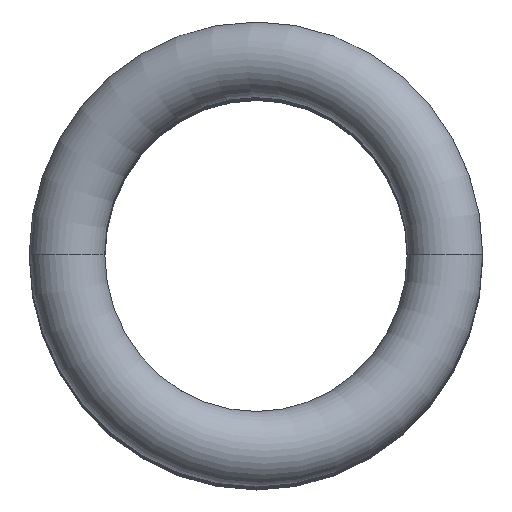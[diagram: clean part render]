
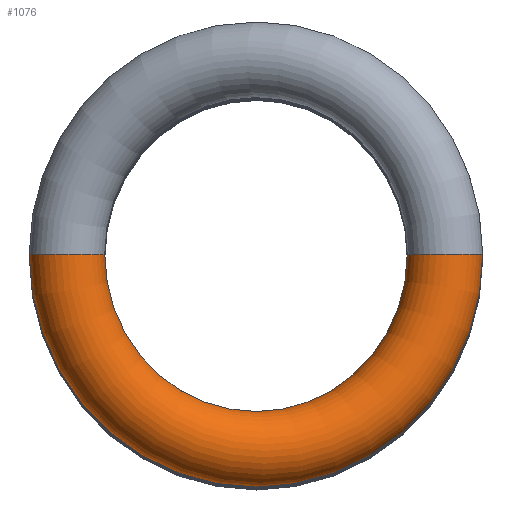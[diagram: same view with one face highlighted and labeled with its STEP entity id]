
A CAD part, top view. The second image highlights one B-rep face of the part: STEP entity #1076.
In plain terms, the highlighted toroidal (fillet/blend) face has major radius 5.154 mm and minor radius 1 mm.
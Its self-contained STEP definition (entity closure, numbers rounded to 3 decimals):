
#1010 = TOROIDAL_SURFACE('',#1011,5.154,1.);
#1011 = AXIS2_PLACEMENT_3D('',#1012,#1013,#1014);
#1012 = CARTESIAN_POINT('',(5.,0.,46.25));
#1013 = DIRECTION('',(0.243,0.,-0.97
    ));
#1014 = DIRECTION('',(-0.97,0.,-0.243));
#1027 = VERTEX_POINT('',#1028);
#1028 = CARTESIAN_POINT('',(10.993,0.,
    47.385));
#1049 = EDGE_CURVE('',#1027,#1027,#1050,.T.);
#1050 = SURFACE_CURVE('',#1051,(#1056,#1063),.PCURVE_S1.);
#1051 = CIRCLE('',#1052,1.);
#1052 = AXIS2_PLACEMENT_3D('',#1053,#1054,#1055);
#1053 = CARTESIAN_POINT('',(10.,0.,47.5));
#1054 = DIRECTION('',(0.,1.,0.));
#1055 = DIRECTION('',(0.97,0.,0.243)
  );
#1056 = PCURVE('',#1010,#1057);
#1057 = DEFINITIONAL_REPRESENTATION('',(#1058),#1062);
#1058 = LINE('',#1059,#1060);
#1059 = CARTESIAN_POINT('',(3.142,0.));
#1060 = VECTOR('',#1061,1.);
#1061 = DIRECTION('',(0.,1.));
#1062 = ( GEOMETRIC_REPRESENTATION_CONTEXT(2) 
PARAMETRIC_REPRESENTATION_CONTEXT() REPRESENTATION_CONTEXT('2D SPACE',''
  ) );
#1063 = PCURVE('',#1064,#1069);
#1064 = TOROIDAL_SURFACE('',#1065,5.154,1.);
#1065 = AXIS2_PLACEMENT_3D('',#1066,#1067,#1068);
#1066 = CARTESIAN_POINT('',(5.,0.,48.75));
#1067 = DIRECTION('',(-0.243,0.,-0.97
    ));
#1068 = DIRECTION('',(0.97,0.,-0.243));
#1069 = DEFINITIONAL_REPRESENTATION('',(#1070),#1073);
#1070 = B_SPLINE_CURVE_WITH_KNOTS('',1,(#1071,#1072),.UNSPECIFIED.,.F.,
  .F.,(2,2),(0.361,6.644),.PIECEWISE_BEZIER_KNOTS.);
#1071 = CARTESIAN_POINT('',(0.,6.154));
#1072 = CARTESIAN_POINT('',(0.,12.437));
#1073 = ( GEOMETRIC_REPRESENTATION_CONTEXT(2) 
PARAMETRIC_REPRESENTATION_CONTEXT() REPRESENTATION_CONTEXT('2D SPACE',''
  ) );
#1076 = ADVANCED_FACE('',(#1077),#1064,.T.);
#1077 = FACE_BOUND('',#1078,.T.);
#1078 = EDGE_LOOP('',(#1079,#1102,#1129,#1130));
#1079 = ORIENTED_EDGE('',*,*,#1080,.T.);
#1080 = EDGE_CURVE('',#1027,#1081,#1083,.T.);
#1081 = VERTEX_POINT('',#1082);
#1082 = CARTESIAN_POINT('',(-0.931,0.,
    50.366));
#1083 = SEAM_CURVE('',#1084,(#1089,#1096),.PCURVE_S1.);
#1084 = CIRCLE('',#1085,6.146);
#1085 = AXIS2_PLACEMENT_3D('',#1086,#1087,#1088);
#1086 = CARTESIAN_POINT('',(5.031,0.,
    48.875));
#1087 = DIRECTION('',(-0.243,0.,-0.97
    ));
#1088 = DIRECTION('',(0.97,0.,-0.243));
#1089 = PCURVE('',#1064,#1090);
#1090 = DEFINITIONAL_REPRESENTATION('',(#1091),#1095);
#1091 = LINE('',#1092,#1093);
#1092 = CARTESIAN_POINT('',(0.,6.154));
#1093 = VECTOR('',#1094,1.);
#1094 = DIRECTION('',(1.,0.));
#1095 = ( GEOMETRIC_REPRESENTATION_CONTEXT(2) 
PARAMETRIC_REPRESENTATION_CONTEXT() REPRESENTATION_CONTEXT('2D SPACE',''
  ) );
#1096 = PCURVE('',#1064,#1097);
#1097 = DEFINITIONAL_REPRESENTATION('',(#1098),#1101);
#1098 = B_SPLINE_CURVE_WITH_KNOTS('',1,(#1099,#1100),.UNSPECIFIED.,.F.,
  .F.,(2,2),(0.,3.142),.PIECEWISE_BEZIER_KNOTS.);
#1099 = CARTESIAN_POINT('',(0.,12.437));
#1100 = CARTESIAN_POINT('',(3.142,12.437));
#1101 = ( GEOMETRIC_REPRESENTATION_CONTEXT(2) 
PARAMETRIC_REPRESENTATION_CONTEXT() REPRESENTATION_CONTEXT('2D SPACE',''
  ) );
#1102 = ORIENTED_EDGE('',*,*,#1103,.T.);
#1103 = EDGE_CURVE('',#1081,#1081,#1104,.T.);
#1104 = SURFACE_CURVE('',#1105,(#1110,#1117),.PCURVE_S1.);
#1105 = CIRCLE('',#1106,1.);
#1106 = AXIS2_PLACEMENT_3D('',#1107,#1108,#1109);
#1107 = CARTESIAN_POINT('',(0.,0.,50.));
#1108 = DIRECTION('',(0.,-1.,0.));
#1109 = DIRECTION('',(-0.97,0.,0.243
    ));
#1110 = PCURVE('',#1064,#1111);
#1111 = DEFINITIONAL_REPRESENTATION('',(#1112),#1116);
#1112 = LINE('',#1113,#1114);
#1113 = CARTESIAN_POINT('',(3.142,0.));
#1114 = VECTOR('',#1115,1.);
#1115 = DIRECTION('',(0.,1.));
#1116 = ( GEOMETRIC_REPRESENTATION_CONTEXT(2) 
PARAMETRIC_REPRESENTATION_CONTEXT() REPRESENTATION_CONTEXT('2D SPACE',''
  ) );
#1117 = PCURVE('',#1118,#1123);
#1118 = PLANE('',#1119);
#1119 = AXIS2_PLACEMENT_3D('',#1120,#1121,#1122);
#1120 = CARTESIAN_POINT('',(0.,0.,50.)
  );
#1121 = DIRECTION('',(0.,-1.,0.));
#1122 = DIRECTION('',(0.,0.,-1.));
#1123 = DEFINITIONAL_REPRESENTATION('',(#1124),#1128);
#1124 = CIRCLE('',#1125,1.);
#1125 = AXIS2_PLACEMENT_2D('',#1126,#1127);
#1126 = CARTESIAN_POINT('',(0.,0.));
#1127 = DIRECTION('',(-0.243,-0.97));
#1128 = ( GEOMETRIC_REPRESENTATION_CONTEXT(2) 
PARAMETRIC_REPRESENTATION_CONTEXT() REPRESENTATION_CONTEXT('2D SPACE',''
  ) );
#1129 = ORIENTED_EDGE('',*,*,#1080,.F.);
#1130 = ORIENTED_EDGE('',*,*,#1049,.F.);
